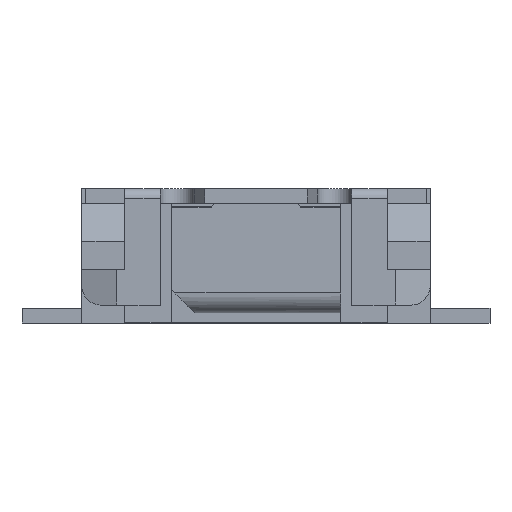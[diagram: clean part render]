
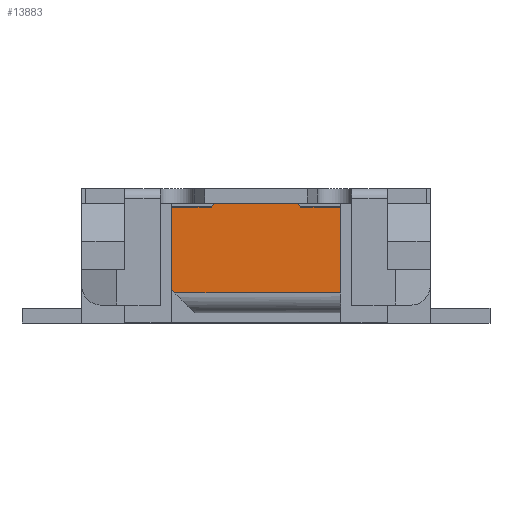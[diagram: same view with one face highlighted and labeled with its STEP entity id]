
A CAD part, top view. The second image highlights one B-rep face of the part: STEP entity #13883.
In plain terms, the highlighted planar face has unit normal (0, 0, 1).
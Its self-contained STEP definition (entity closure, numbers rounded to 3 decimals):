
#261 = EDGE_CURVE ( 'NONE', #8038, #1003, #8335, .T. ) ;
#537 = ORIENTED_EDGE ( 'NONE', *, *, #13037, .T. ) ;
#672 = CARTESIAN_POINT ( 'NONE',  ( 0.85, -0.039, 2.1 ) ) ;
#748 = VECTOR ( 'NONE', #5948, 1000. ) ;
#790 = DIRECTION ( 'NONE',  ( -1., 0., 0. ) ) ;
#941 = VERTEX_POINT ( 'NONE', #3071 ) ;
#1003 = VERTEX_POINT ( 'NONE', #6610 ) ;
#1084 = CARTESIAN_POINT ( 'NONE',  ( 0.449, -0.039, 2.1 ) ) ;
#1455 = VECTOR ( 'NONE', #5572, 1000. ) ;
#2028 = ORIENTED_EDGE ( 'NONE', *, *, #7607, .T. ) ;
#2029 = CARTESIAN_POINT ( 'NONE',  ( -0.85, -0.865, 2.1 ) ) ;
#2063 = EDGE_CURVE ( 'NONE', #5532, #8192, #4357, .T. ) ;
#2091 = CARTESIAN_POINT ( 'NONE',  ( -0.41, 0., 2.1 ) ) ;
#2200 = VERTEX_POINT ( 'NONE', #8950 ) ;
#2559 = CARTESIAN_POINT ( 'NONE',  ( -0.41, 0., 2.1 ) ) ;
#2688 = VECTOR ( 'NONE', #4044, 1000. ) ;
#2742 = EDGE_CURVE ( 'NONE', #5532, #13999, #12882, .T. ) ;
#3071 = CARTESIAN_POINT ( 'NONE',  ( -0.85, -0.039, 2.1 ) ) ;
#3657 = ORIENTED_EDGE ( 'NONE', *, *, #2742, .F. ) ;
#3891 = DIRECTION ( 'NONE',  ( 0., -1., 0. ) ) ;
#4044 = DIRECTION ( 'NONE',  ( 0., 1., 0. ) ) ;
#4219 = EDGE_CURVE ( 'NONE', #5653, #2200, #10594, .T. ) ;
#4314 = VECTOR ( 'NONE', #13481, 1000. ) ;
#4357 = LINE ( 'NONE', #6624, #12766 ) ;
#5107 = CARTESIAN_POINT ( 'NONE',  ( 0., 0., 2.1 ) ) ;
#5140 = ORIENTED_EDGE ( 'NONE', *, *, #12634, .T. ) ;
#5529 = DIRECTION ( 'NONE',  ( -1., 0., 0. ) ) ;
#5532 = VERTEX_POINT ( 'NONE', #13272 ) ;
#5572 = DIRECTION ( 'NONE',  ( -1., 0., 0. ) ) ;
#5653 = VERTEX_POINT ( 'NONE', #13316 ) ;
#5831 = CARTESIAN_POINT ( 'NONE',  ( -0.449, -0.039, 2.1 ) ) ;
#5948 = DIRECTION ( 'NONE',  ( -0.707, -0.707, 0. ) ) ;
#5989 = VECTOR ( 'NONE', #10244, 1000. ) ;
#6031 = EDGE_CURVE ( 'NONE', #8192, #5653, #7567, .T. ) ;
#6396 = EDGE_CURVE ( 'NONE', #2200, #8038, #9888, .T. ) ;
#6610 = CARTESIAN_POINT ( 'NONE',  ( -0.41, 0., 2.1 ) ) ;
#6624 = CARTESIAN_POINT ( 'NONE',  ( 0., -0.9, 2.1 ) ) ;
#7193 = ORIENTED_EDGE ( 'NONE', *, *, #6031, .T. ) ;
#7261 = ORIENTED_EDGE ( 'NONE', *, *, #6396, .T. ) ;
#7347 = LINE ( 'NONE', #2559, #748 ) ;
#7567 = LINE ( 'NONE', #672, #2688 ) ;
#7607 = EDGE_CURVE ( 'NONE', #13581, #941, #9155, .T. ) ;
#7925 = CARTESIAN_POINT ( 'NONE',  ( 0.85, -0.9, 2.1 ) ) ;
#7950 = VECTOR ( 'NONE', #9745, 1000. ) ;
#8038 = VERTEX_POINT ( 'NONE', #14061 ) ;
#8170 = VECTOR ( 'NONE', #5529, 1000. ) ;
#8192 = VERTEX_POINT ( 'NONE', #7925 ) ;
#8335 = LINE ( 'NONE', #2091, #8170 ) ;
#8739 = CARTESIAN_POINT ( 'NONE',  ( 0.41, 0., 2.1 ) ) ;
#8868 = CARTESIAN_POINT ( 'NONE',  ( -0.449, -0.039, 2.1 ) ) ;
#8950 = CARTESIAN_POINT ( 'NONE',  ( 0.449, -0.039, 2.1 ) ) ;
#9155 = LINE ( 'NONE', #5831, #4314 ) ;
#9414 = LINE ( 'NONE', #13818, #11281 ) ;
#9635 = CARTESIAN_POINT ( 'NONE',  ( -0.85, -0.865, 2.1 ) ) ;
#9658 = EDGE_LOOP ( 'NONE', ( #5140, #3657, #10975, #7193, #12668, #7261, #10033, #537, #2028 ) ) ;
#9745 = DIRECTION ( 'NONE',  ( -0.707, 0.707, 0. ) ) ;
#9888 = LINE ( 'NONE', #8739, #5989 ) ;
#10033 = ORIENTED_EDGE ( 'NONE', *, *, #261, .T. ) ;
#10244 = DIRECTION ( 'NONE',  ( -0.707, 0.707, 0. ) ) ;
#10594 = LINE ( 'NONE', #1084, #1455 ) ;
#10975 = ORIENTED_EDGE ( 'NONE', *, *, #2063, .T. ) ;
#11281 = VECTOR ( 'NONE', #3891, 1000. ) ;
#11474 = PLANE ( 'NONE',  #13002 ) ;
#12606 = FACE_OUTER_BOUND ( 'NONE', #9658, .T. ) ;
#12634 = EDGE_CURVE ( 'NONE', #941, #13999, #9414, .T. ) ;
#12668 = ORIENTED_EDGE ( 'NONE', *, *, #4219, .T. ) ;
#12766 = VECTOR ( 'NONE', #14302, 1000. ) ;
#12820 = DIRECTION ( 'NONE',  ( 0., 0., -1. ) ) ;
#12882 = LINE ( 'NONE', #2029, #7950 ) ;
#13002 = AXIS2_PLACEMENT_3D ( 'NONE', #5107, #12820, #790 ) ;
#13037 = EDGE_CURVE ( 'NONE', #1003, #13581, #7347, .T. ) ;
#13272 = CARTESIAN_POINT ( 'NONE',  ( -0.815, -0.9, 2.1 ) ) ;
#13316 = CARTESIAN_POINT ( 'NONE',  ( 0.85, -0.039, 2.1 ) ) ;
#13481 = DIRECTION ( 'NONE',  ( -1., 0., 0. ) ) ;
#13581 = VERTEX_POINT ( 'NONE', #8868 ) ;
#13818 = CARTESIAN_POINT ( 'NONE',  ( -0.85, -0.039, 2.1 ) ) ;
#13883 = ADVANCED_FACE ( 'NONE', ( #12606 ), #11474, .F. ) ;
#13999 = VERTEX_POINT ( 'NONE', #9635 ) ;
#14061 = CARTESIAN_POINT ( 'NONE',  ( 0.41, 0., 2.1 ) ) ;
#14302 = DIRECTION ( 'NONE',  ( 1., 0., 0. ) ) ;
